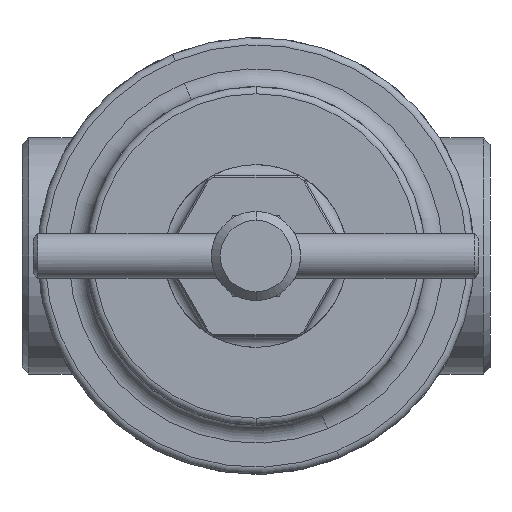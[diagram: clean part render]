
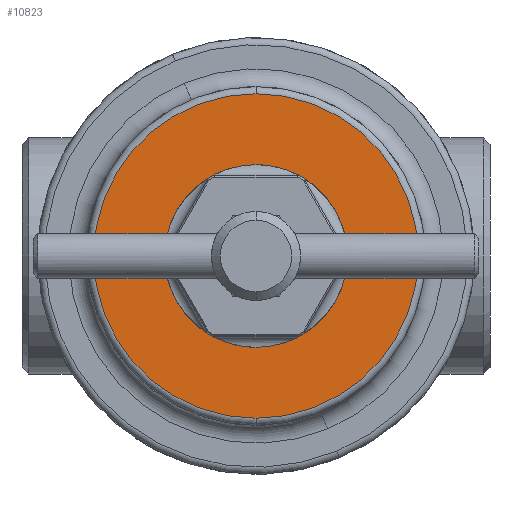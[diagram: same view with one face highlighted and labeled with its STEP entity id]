
A CAD part, front view. The second image highlights one B-rep face of the part: STEP entity #10823.
In plain terms, the highlighted planar face has unit normal (0, -1, 0).
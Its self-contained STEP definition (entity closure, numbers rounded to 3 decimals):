
#2599 = PLANE ( 'NONE',  #17597 ) ;
#2601 = CARTESIAN_POINT ( 'NONE',  ( -36.4, -214.5, 0. ) ) ;
#2606 = DIRECTION ( 'NONE',  ( 0., 1., 0. ) ) ;
#2607 = DIRECTION ( 'NONE',  ( 0., 0., 1. ) ) ;
#7765 = ORIENTED_EDGE ( 'NONE', *, *, #9536, .F. ) ;
#7766 = ORIENTED_EDGE ( 'NONE', *, *, #9357, .F. ) ;
#7767 = ORIENTED_EDGE ( 'NONE', *, *, #9538, .T. ) ;
#7768 = ORIENTED_EDGE ( 'NONE', *, *, #9360, .T. ) ;
#8539 = VERTEX_POINT ( 'NONE', #11168 ) ;
#8553 = VERTEX_POINT ( 'NONE', #11265 ) ;
#8593 = VERTEX_POINT ( 'NONE', #11312 ) ;
#8595 = VERTEX_POINT ( 'NONE', #11378 ) ;
#9078 = AXIS2_PLACEMENT_3D ( 'NONE', #12323, #12324, #12325 ) ;
#9080 = AXIS2_PLACEMENT_3D ( 'NONE', #12317, #12318, #12319 ) ;
#9357 = EDGE_CURVE ( 'NONE', #8553, #8593, #14008, .T. ) ;
#9360 = EDGE_CURVE ( 'NONE', #8595, #8539, #14016, .T. ) ;
#9536 = EDGE_CURVE ( 'NONE', #8593, #8553, #14458, .T. ) ;
#9538 = EDGE_CURVE ( 'NONE', #8539, #8595, #14475, .T. ) ;
#9961 = AXIS2_PLACEMENT_3D ( 'NONE', #11684, #11685, #11678 ) ;
#9963 = AXIS2_PLACEMENT_3D ( 'NONE', #11333, #11391, #11389 ) ;
#10823 = ADVANCED_FACE ( 'NONE', ( #16012, #16020 ), #2599, .F. ) ;
#11168 = CARTESIAN_POINT ( 'NONE',  ( 0., -214.5, -36.4 ) ) ;
#11265 = CARTESIAN_POINT ( 'NONE',  ( 0., -214.5, 20.5 ) ) ;
#11312 = CARTESIAN_POINT ( 'NONE',  ( 0., -214.5, -20.5 ) ) ;
#11333 = CARTESIAN_POINT ( 'NONE',  ( 0., -214.5, 0. ) ) ;
#11378 = CARTESIAN_POINT ( 'NONE',  ( 0., -214.5, 36.4 ) ) ;
#11389 = DIRECTION ( 'NONE',  ( 0., 0., -1. ) ) ;
#11391 = DIRECTION ( 'NONE',  ( 0., -1., 0. ) ) ;
#11678 = DIRECTION ( 'NONE',  ( 0., 0., -1. ) ) ;
#11684 = CARTESIAN_POINT ( 'NONE',  ( 0., -214.5, 0. ) ) ;
#11685 = DIRECTION ( 'NONE',  ( 0., -1., 0. ) ) ;
#12317 = CARTESIAN_POINT ( 'NONE',  ( 0., -214.5, 0. ) ) ;
#12318 = DIRECTION ( 'NONE',  ( 0., -1., 0. ) ) ;
#12319 = DIRECTION ( 'NONE',  ( 0., 0., -1. ) ) ;
#12323 = CARTESIAN_POINT ( 'NONE',  ( 0., -214.5, 0. ) ) ;
#12324 = DIRECTION ( 'NONE',  ( 0., -1., 0. ) ) ;
#12325 = DIRECTION ( 'NONE',  ( 0., 0., -1. ) ) ;
#13356 = EDGE_LOOP ( 'NONE', ( #7765, #7766 ) ) ;
#13433 = EDGE_LOOP ( 'NONE', ( #7767, #7768 ) ) ;
#14008 = CIRCLE ( 'NONE', #9963, 20.5 ) ;
#14016 = CIRCLE ( 'NONE', #9961, 36.4 ) ;
#14458 = CIRCLE ( 'NONE', #9080, 20.5 ) ;
#14475 = CIRCLE ( 'NONE', #9078, 36.4 ) ;
#16012 = FACE_BOUND ( 'NONE', #13356, .T. ) ;
#16020 = FACE_OUTER_BOUND ( 'NONE', #13433, .T. ) ;
#17597 = AXIS2_PLACEMENT_3D ( 'NONE', #2601, #2606, #2607 ) ;
